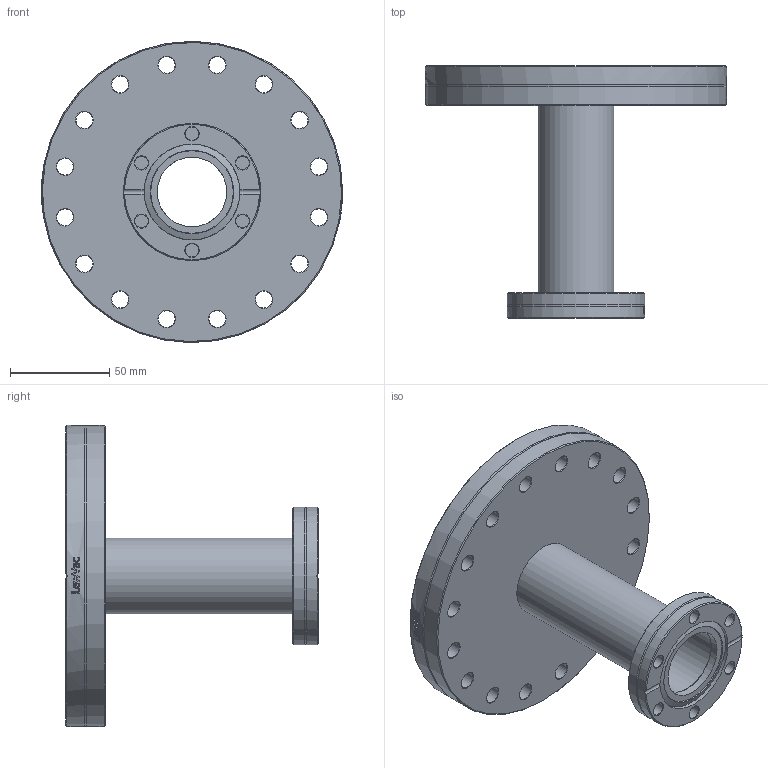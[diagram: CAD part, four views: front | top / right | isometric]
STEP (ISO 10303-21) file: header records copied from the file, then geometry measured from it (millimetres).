
FILE_DESCRIPTION(/* description */ (''),/* implementation_level */ '2;1');
FILE_NAME(/* name */ 'FL-SR100CF-40CF-A.stp',/* time_stamp */ '2018-01-24T15:24:24+00:00',/* author */ ('paul'),/* organization */ (''),/* preprocessor_version */ 'ST-DEVELOPER v16.13',/* originating_system */ 'Autodesk Inventor 2018',/* authorisation */ '');
FILE_SCHEMA (('AUTOMOTIVE_DESIGN { 1 0 10303 214 3 1 1 }'));
Length unit declared in the file: millimetre
Products named in the file (6): FL-SR100CF-40CF-A; FL-100CF; FL-40CFR-38; FL-40CF-OUT; FL-40CF-INB38.1; tube
Assembly tree (5 placements, depth 3):
  FL-SR100CF-40CF-A
    FL-100CF
    FL-40CFR-38
      FL-40CF-OUT
      FL-40CF-INB38.1
    tube
Bounding box: 151.6 x 127 x 151.6 mm (x, y, z)
Volume: 354122 mm3; surface area: 93969.4 mm2
Topology: 4 solids, 4 shells, 291 faces, 767 edges, 501 vertices
Faces by surface type: bspline 94, plane 85, cylinder 55, cone 55, torus 2
Full cylindrical faces by diameter (mm): 6.7 x6, 8.4 x16, 34.9 x1, 35 x1, 38.1 x2, 38.3 x1, 45.5 x1, 48.1 x1, 48.3 x1, 69.1 x2, 120.6 x1, 151.6 x2
Entity records: 21591 total; most frequent: CARTESIAN_POINT 15007, ORIENTED_EDGE 1306, DIRECTION 1136, EDGE_CURVE 653, VERTEX_POINT 475, AXIS2_PLACEMENT_3D 455, EDGE_LOOP 448, FACE_OUTER_BOUND 291
